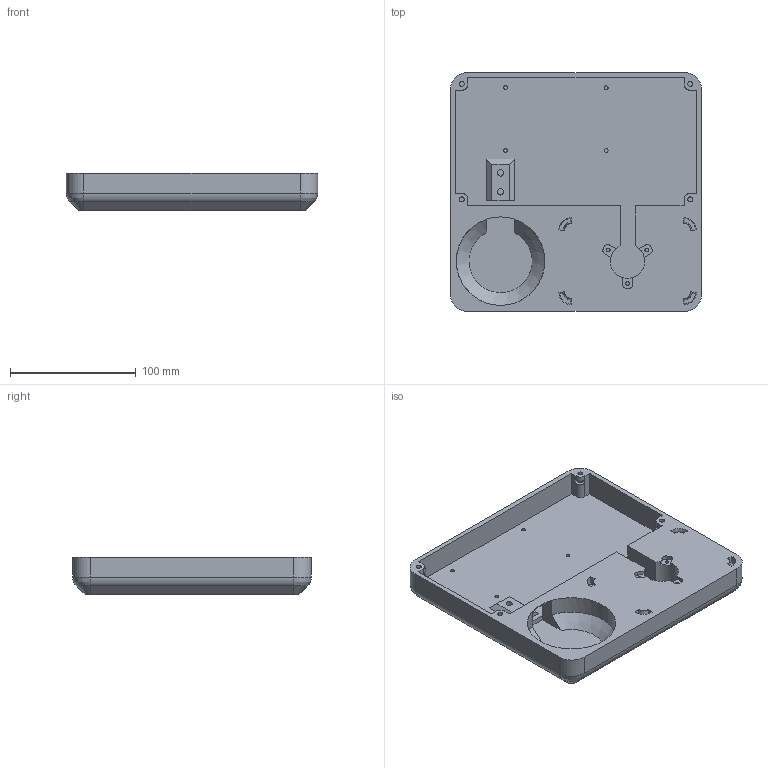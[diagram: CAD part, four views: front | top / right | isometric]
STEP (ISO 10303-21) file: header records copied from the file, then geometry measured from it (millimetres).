
FILE_DESCRIPTION(/* description */ (''),/* implementation_level */ '2;1');
FILE_NAME(/* name */ 'Motive_Base_White.step',/* time_stamp */ '2024-01-19T11:32:31+01:00',/* author */ (''),/* organization */ (''),/* preprocessor_version */ 'ST-DEVELOPER v20',/* originating_system */ 'Autodesk Translation Framework v12.14.0.127',/* authorisation */ '');
FILE_SCHEMA (('AUTOMOTIVE_DESIGN { 1 0 10303 214 3 1 1 }'));
Length unit declared in the file: millimetre
Products named in the file (1): BasePLate
Bounding box: 200 x 190 x 30 mm (x, y, z)
Volume: 602502.2 mm3; surface area: 114705.1 mm2
Topology: 1 solids, 1 shells, 151 faces, 375 edges, 244 vertices
Faces by surface type: plane 89, cylinder 37, bspline 20, cone 5
Full cylindrical faces by diameter (mm): 3 x7, 4 x8, 5 x2, 70.4 x1
Entity records: 9083 total; most frequent: CARTESIAN_POINT 5496, ORIENTED_EDGE 750, DIRECTION 688, EDGE_CURVE 375, VERTEX_POINT 244, AXIS2_PLACEMENT_3D 231, LINE 226, VECTOR 226
